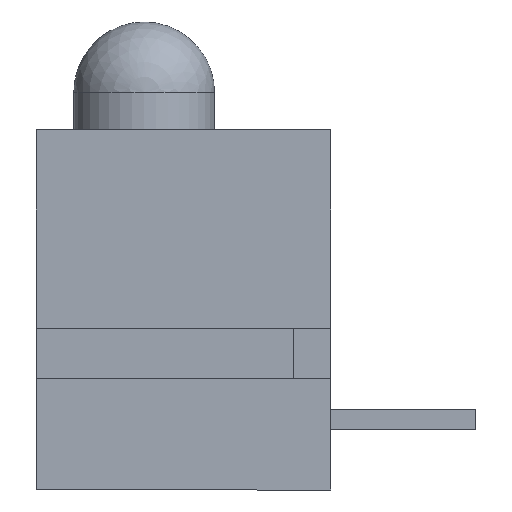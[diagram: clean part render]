
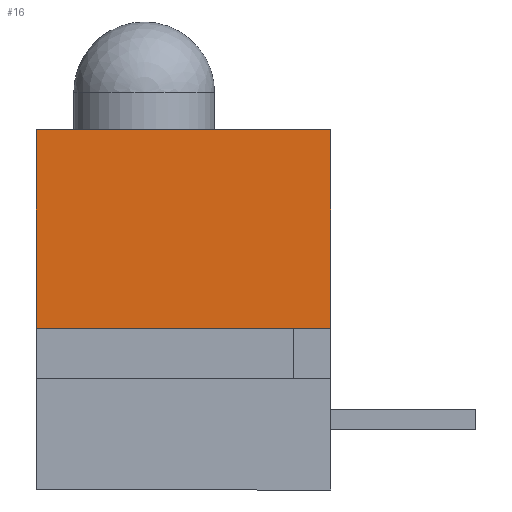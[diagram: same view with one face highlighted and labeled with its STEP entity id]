
A CAD part, left-side view. The second image highlights one B-rep face of the part: STEP entity #16.
In plain terms, the highlighted planar face has unit normal (-1, 0, 0).
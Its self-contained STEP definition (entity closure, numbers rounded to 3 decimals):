
#16 = ADVANCED_FACE ( 'NONE', ( #11085 ), #11124, .F. ) ;
#146 = VERTEX_POINT ( 'NONE', #11387 ) ;
#6795 = CARTESIAN_POINT ( 'NONE',  ( -2.55, 3.55, -0.45 ) ) ;
#7006 = DIRECTION ( 'NONE',  ( 0., 0., -1. ) ) ;
#7007 = VECTOR ( 'NONE', #7006, 1000. ) ;
#7008 = CARTESIAN_POINT ( 'NONE',  ( -2.55, 3.55, -9.44 ) ) ;
#7009 = LINE ( 'NONE', #7008, #7007 ) ;
#7655 = CARTESIAN_POINT ( 'NONE',  ( -2.55, -3.55, 4.35 ) ) ;
#7750 = DIRECTION ( 'NONE',  ( 0., 0., -1. ) ) ;
#7751 = VECTOR ( 'NONE', #7750, 1000. ) ;
#7752 = CARTESIAN_POINT ( 'NONE',  ( -2.55, -3.55, -9.44 ) ) ;
#7753 = LINE ( 'NONE', #7752, #7751 ) ;
#7793 = CARTESIAN_POINT ( 'NONE',  ( -2.55, -3.55, -0.45 ) ) ;
#7940 = DIRECTION ( 'NONE',  ( 0., -1., 0. ) ) ;
#7941 = VECTOR ( 'NONE', #7940, 1000. ) ;
#7942 = CARTESIAN_POINT ( 'NONE',  ( -2.55, 0.197, 4.35 ) ) ;
#7943 = LINE ( 'NONE', #7942, #7941 ) ;
#7966 = DIRECTION ( 'NONE',  ( 0., 1., 0. ) ) ;
#7967 = VECTOR ( 'NONE', #7966, 1000. ) ;
#7968 = CARTESIAN_POINT ( 'NONE',  ( -2.55, -3.55, -0.45 ) ) ;
#7969 = LINE ( 'NONE', #7968, #7967 ) ;
#11085 = FACE_OUTER_BOUND ( 'NONE', #13236, .T. ) ;
#11119 = DIRECTION ( 'NONE',  ( 0., 0., -1. ) ) ;
#11120 = DIRECTION ( 'NONE',  ( 1., 0., 0. ) ) ;
#11121 = CARTESIAN_POINT ( 'NONE',  ( -2.55, 0.197, -9.44 ) ) ;
#11122 = AXIS2_PLACEMENT_3D ( 'NONE', #11121, #11120, #11119 ) ;
#11124 = PLANE ( 'NONE',  #11122 ) ;
#11387 = CARTESIAN_POINT ( 'NONE',  ( -2.55, 3.55, 4.35 ) ) ;
#13132 = VERTEX_POINT ( 'NONE', #6795 ) ;
#13199 = EDGE_CURVE ( 'NONE', #146, #13132, #7009, .T. ) ;
#13236 = EDGE_LOOP ( 'NONE', ( #20243, #20236, #20325, #20304 ) ) ;
#20182 = VERTEX_POINT ( 'NONE', #7655 ) ;
#20218 = EDGE_CURVE ( 'NONE', #20182, #20228, #7753, .T. ) ;
#20228 = VERTEX_POINT ( 'NONE', #7793 ) ;
#20236 = ORIENTED_EDGE ( 'NONE', *, *, #20218, .F. ) ;
#20243 = ORIENTED_EDGE ( 'NONE', *, *, #20328, .F. ) ;
#20304 = ORIENTED_EDGE ( 'NONE', *, *, #13199, .T. ) ;
#20324 = EDGE_CURVE ( 'NONE', #146, #20182, #7943, .T. ) ;
#20325 = ORIENTED_EDGE ( 'NONE', *, *, #20324, .F. ) ;
#20328 = EDGE_CURVE ( 'NONE', #20228, #13132, #7969, .T. ) ;
